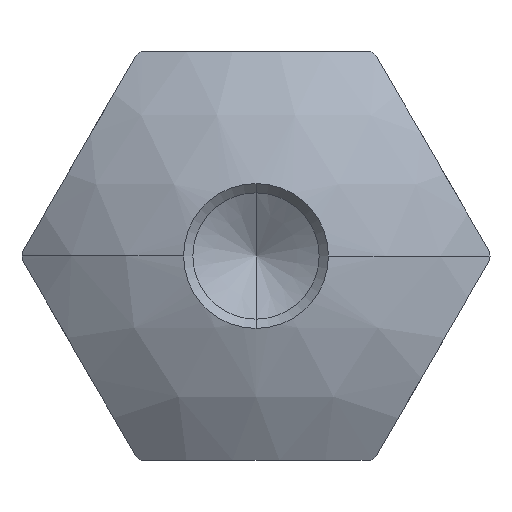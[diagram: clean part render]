
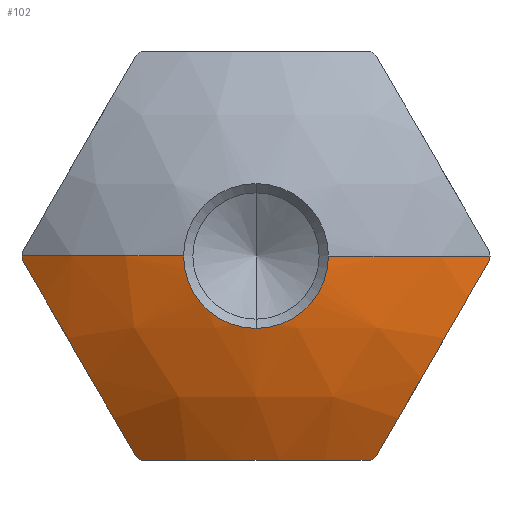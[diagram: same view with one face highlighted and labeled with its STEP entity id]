
A CAD part, front view. The second image highlights one B-rep face of the part: STEP entity #102.
In plain terms, the highlighted spherical face has radius 20 mm.
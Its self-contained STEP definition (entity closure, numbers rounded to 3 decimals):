
#21 = ORIENTED_EDGE ( 'NONE', *, *, #1110, .T. ) ;
#24 = EDGE_CURVE ( 'NONE', #508, #312, #996, .T. ) ;
#31 = CIRCLE ( 'NONE', #558, 3.9 ) ;
#54 = DIRECTION ( 'NONE',  ( 0., 0., -1. ) ) ;
#59 = DIRECTION ( 'NONE',  ( 0., 0., -1. ) ) ;
#66 = DIRECTION ( 'NONE',  ( 0., 0., -1. ) ) ;
#75 = VERTEX_POINT ( 'NONE', #971 ) ;
#81 = VERTEX_POINT ( 'NONE', #435 ) ;
#92 = ORIENTED_EDGE ( 'NONE', *, *, #205, .T. ) ;
#102 = ADVANCED_FACE ( 'NONE', ( #242 ), #693, .T. ) ;
#116 = ORIENTED_EDGE ( 'NONE', *, *, #945, .F. ) ;
#119 = ORIENTED_EDGE ( 'NONE', *, *, #287, .F. ) ;
#131 = DIRECTION ( 'NONE',  ( -0.866, 0., -0.5 ) ) ;
#147 = DIRECTION ( 'NONE',  ( 0., -1., 0. ) ) ;
#149 = CARTESIAN_POINT ( 'NONE',  ( 0., -11.916, 0. ) ) ;
#150 = AXIS2_PLACEMENT_3D ( 'NONE', #575, #59, #665 ) ;
#153 = VERTEX_POINT ( 'NONE', #651 ) ;
#157 = EDGE_CURVE ( 'NONE', #615, #192, #1013, .T. ) ;
#165 = CARTESIAN_POINT ( 'NONE',  ( 3.9, -16., 0. ) ) ;
#167 = CARTESIAN_POINT ( 'NONE',  ( 9.526, 3.616, -5.5 ) ) ;
#178 = CARTESIAN_POINT ( 'NONE',  ( 0., 3.616, 0. ) ) ;
#192 = VERTEX_POINT ( 'NONE', #165 ) ;
#195 = ORIENTED_EDGE ( 'NONE', *, *, #705, .T. ) ;
#196 = ORIENTED_EDGE ( 'NONE', *, *, #24, .F. ) ;
#197 = VERTEX_POINT ( 'NONE', #1097 ) ;
#205 = EDGE_CURVE ( 'NONE', #81, #615, #762, .T. ) ;
#219 = AXIS2_PLACEMENT_3D ( 'NONE', #167, #796, #260 ) ;
#228 = CIRCLE ( 'NONE', #804, 12.6 ) ;
#236 = DIRECTION ( 'NONE',  ( 0., 0., -1. ) ) ;
#242 = FACE_OUTER_BOUND ( 'NONE', #328, .T. ) ;
#245 = VERTEX_POINT ( 'NONE', #1081 ) ;
#256 = CIRCLE ( 'NONE', #837, 20. ) ;
#260 = DIRECTION ( 'NONE',  ( -0.5, 0., -0.866 ) ) ;
#287 = EDGE_CURVE ( 'NONE', #245, #192, #31, .T. ) ;
#294 = CARTESIAN_POINT ( 'NONE',  ( 6.145, -11.916, -11. ) ) ;
#310 = DIRECTION ( 'NONE',  ( 0., -1., 0. ) ) ;
#311 = EDGE_CURVE ( 'NONE', #508, #1045, #228, .T. ) ;
#312 = VERTEX_POINT ( 'NONE', #1104 ) ;
#319 = AXIS2_PLACEMENT_3D ( 'NONE', #1100, #584, #66 ) ;
#321 = CARTESIAN_POINT ( 'NONE',  ( 0., -11.916, 0. ) ) ;
#328 = EDGE_LOOP ( 'NONE', ( #92, #421, #119, #476, #904, #195, #116, #21, #196, #624, #805 ) ) ;
#352 = CARTESIAN_POINT ( 'NONE',  ( 12.6, -11.916, 0. ) ) ;
#380 = AXIS2_PLACEMENT_3D ( 'NONE', #383, #1000, #470 ) ;
#383 = CARTESIAN_POINT ( 'NONE',  ( 0., -11.916, 0. ) ) ;
#402 = DIRECTION ( 'NONE',  ( 0., 0., -1. ) ) ;
#409 = AXIS2_PLACEMENT_3D ( 'NONE', #660, #131, #755 ) ;
#421 = ORIENTED_EDGE ( 'NONE', *, *, #157, .T. ) ;
#435 = CARTESIAN_POINT ( 'NONE',  ( 12.599, -11.916, -0.178 ) ) ;
#470 = DIRECTION ( 'NONE',  ( 0., 0., -1. ) ) ;
#473 = CARTESIAN_POINT ( 'NONE',  ( 0., 3.616, 0. ) ) ;
#476 = ORIENTED_EDGE ( 'NONE', *, *, #1022, .F. ) ;
#498 = CARTESIAN_POINT ( 'NONE',  ( 6.454, -11.916, -10.822 ) ) ;
#508 = VERTEX_POINT ( 'NONE', #294 ) ;
#520 = EDGE_CURVE ( 'NONE', #153, #781, #256, .T. ) ;
#521 = CIRCLE ( 'NONE', #409, 16.703 ) ;
#551 = CIRCLE ( 'NONE', #656, 12.6 ) ;
#558 = AXIS2_PLACEMENT_3D ( 'NONE', #839, #310, #929 ) ;
#563 = DIRECTION ( 'NONE',  ( 1., 0., 0. ) ) ;
#570 = CARTESIAN_POINT ( 'NONE',  ( 0., 3.616, -11. ) ) ;
#575 = CARTESIAN_POINT ( 'NONE',  ( 0., 3.616, 0. ) ) ;
#584 = DIRECTION ( 'NONE',  ( 0., -1., 0. ) ) ;
#605 = EDGE_CURVE ( 'NONE', #81, #1045, #844, .T. ) ;
#615 = VERTEX_POINT ( 'NONE', #352 ) ;
#624 = ORIENTED_EDGE ( 'NONE', *, *, #311, .T. ) ;
#628 = CARTESIAN_POINT ( 'NONE',  ( -3.9, -16., 0. ) ) ;
#651 = CARTESIAN_POINT ( 'NONE',  ( -12.6, -11.916, 0. ) ) ;
#656 = AXIS2_PLACEMENT_3D ( 'NONE', #321, #937, #402 ) ;
#660 = CARTESIAN_POINT ( 'NONE',  ( -9.526, 3.616, -5.5 ) ) ;
#661 = DIRECTION ( 'NONE',  ( -1., 0., 0. ) ) ;
#665 = DIRECTION ( 'NONE',  ( -1., 0., 0. ) ) ;
#678 = CARTESIAN_POINT ( 'NONE',  ( 0., -16., 0. ) ) ;
#693 = SPHERICAL_SURFACE ( 'NONE', #1109, 20. ) ;
#705 = EDGE_CURVE ( 'NONE', #153, #197, #943, .T. ) ;
#708 = AXIS2_PLACEMENT_3D ( 'NONE', #678, #147, #770 ) ;
#755 = DIRECTION ( 'NONE',  ( -0.5, 0., 0.866 ) ) ;
#762 = CIRCLE ( 'NONE', #380, 12.6 ) ;
#770 = DIRECTION ( 'NONE',  ( 0., 0., -1. ) ) ;
#774 = DIRECTION ( 'NONE',  ( 0., -1., 0. ) ) ;
#781 = VERTEX_POINT ( 'NONE', #628 ) ;
#796 = DIRECTION ( 'NONE',  ( 0.866, 0., -0.5 ) ) ;
#800 = DIRECTION ( 'NONE',  ( 0., 0., -1. ) ) ;
#804 = AXIS2_PLACEMENT_3D ( 'NONE', #149, #774, #236 ) ;
#805 = ORIENTED_EDGE ( 'NONE', *, *, #605, .F. ) ;
#818 = AXIS2_PLACEMENT_3D ( 'NONE', #570, #54, #661 ) ;
#837 = AXIS2_PLACEMENT_3D ( 'NONE', #473, #1083, #563 ) ;
#839 = CARTESIAN_POINT ( 'NONE',  ( 0., -16., 0. ) ) ;
#844 = CIRCLE ( 'NONE', #219, 16.703 ) ;
#904 = ORIENTED_EDGE ( 'NONE', *, *, #520, .F. ) ;
#929 = DIRECTION ( 'NONE',  ( 0., 0., -1. ) ) ;
#937 = DIRECTION ( 'NONE',  ( 0., -1., 0. ) ) ;
#943 = CIRCLE ( 'NONE', #319, 12.6 ) ;
#945 = EDGE_CURVE ( 'NONE', #75, #197, #521, .T. ) ;
#971 = CARTESIAN_POINT ( 'NONE',  ( -6.454, -11.916, -10.822 ) ) ;
#996 = CIRCLE ( 'NONE', #818, 16.703 ) ;
#1000 = DIRECTION ( 'NONE',  ( 0., -1., 0. ) ) ;
#1013 = CIRCLE ( 'NONE', #150, 20. ) ;
#1022 = EDGE_CURVE ( 'NONE', #781, #245, #1041, .T. ) ;
#1041 = CIRCLE ( 'NONE', #708, 3.9 ) ;
#1045 = VERTEX_POINT ( 'NONE', #498 ) ;
#1052 = DIRECTION ( 'NONE',  ( -1., 0., 0. ) ) ;
#1081 = CARTESIAN_POINT ( 'NONE',  ( 0., -16., -3.9 ) ) ;
#1083 = DIRECTION ( 'NONE',  ( 0., 0., 1. ) ) ;
#1097 = CARTESIAN_POINT ( 'NONE',  ( -12.599, -11.916, -0.178 ) ) ;
#1100 = CARTESIAN_POINT ( 'NONE',  ( 0., -11.916, 0. ) ) ;
#1104 = CARTESIAN_POINT ( 'NONE',  ( -6.145, -11.916, -11. ) ) ;
#1109 = AXIS2_PLACEMENT_3D ( 'NONE', #178, #800, #1052 ) ;
#1110 = EDGE_CURVE ( 'NONE', #75, #312, #551, .T. ) ;
